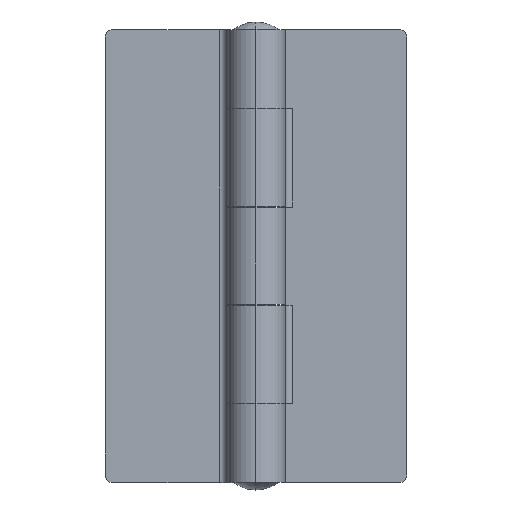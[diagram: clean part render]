
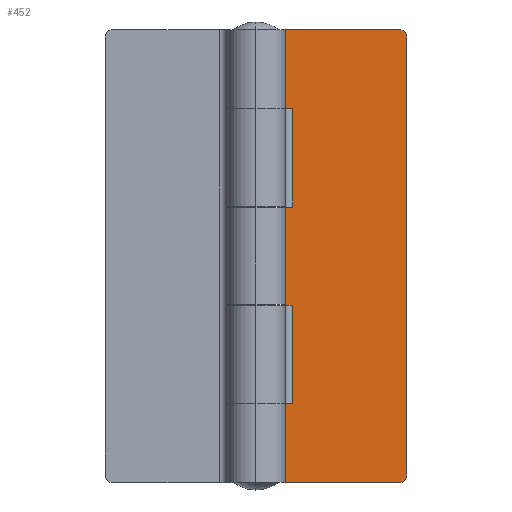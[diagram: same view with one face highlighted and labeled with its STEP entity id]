
A CAD part, top view. The second image highlights one B-rep face of the part: STEP entity #452.
In plain terms, the highlighted planar face has unit normal (0, 0, 1).
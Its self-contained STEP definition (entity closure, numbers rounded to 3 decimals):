
#359 = VERTEX_POINT ( 'NONE', #1331 ) ;
#370 = ORIENTED_EDGE ( 'NONE', *, *, #517, .F. ) ;
#375 = VERTEX_POINT ( 'NONE', #1368 ) ;
#376 = VERTEX_POINT ( 'NONE', #1367 ) ;
#378 = EDGE_CURVE ( 'NONE', #375, #376, #1366, .T. ) ;
#402 = ORIENTED_EDGE ( 'NONE', *, *, #427, .T. ) ;
#403 = ORIENTED_EDGE ( 'NONE', *, *, #404, .T. ) ;
#404 = EDGE_CURVE ( 'NONE', #359, #405, #1395, .T. ) ;
#405 = VERTEX_POINT ( 'NONE', #1391 ) ;
#427 = EDGE_CURVE ( 'NONE', #430, #359, #1478, .T. ) ;
#430 = VERTEX_POINT ( 'NONE', #1473 ) ;
#445 = EDGE_CURVE ( 'NONE', #500, #376, #1504, .T. ) ;
#446 = EDGE_CURVE ( 'NONE', #465, #449, #1499, .T. ) ;
#447 = ORIENTED_EDGE ( 'NONE', *, *, #464, .T. ) ;
#448 = ORIENTED_EDGE ( 'NONE', *, *, #378, .F. ) ;
#449 = VERTEX_POINT ( 'NONE', #1495 ) ;
#452 = ADVANCED_FACE ( 'NONE', ( #1489 ), #1488, .F. ) ;
#453 = EDGE_LOOP ( 'NONE', ( #402, #403, #370, #506, #448, #557, #556, #447, #501, #2594, #478, #504, #505, #513 ) ) ;
#461 = VERTEX_POINT ( 'NONE', #1533 ) ;
#464 = EDGE_CURVE ( 'NONE', #465, #461, #1532, .T. ) ;
#465 = VERTEX_POINT ( 'NONE', #1528 ) ;
#476 = EDGE_CURVE ( 'NONE', #503, #477, #1554, .T. ) ;
#477 = VERTEX_POINT ( 'NONE', #1550 ) ;
#478 = ORIENTED_EDGE ( 'NONE', *, *, #479, .F. ) ;
#479 = EDGE_CURVE ( 'NONE', #601, #477, #1613, .T. ) ;
#500 = VERTEX_POINT ( 'NONE', #1636 ) ;
#501 = ORIENTED_EDGE ( 'NONE', *, *, #502, .T. ) ;
#502 = EDGE_CURVE ( 'NONE', #461, #503, #1635, .T. ) ;
#503 = VERTEX_POINT ( 'NONE', #1631 ) ;
#504 = ORIENTED_EDGE ( 'NONE', *, *, #600, .T. ) ;
#505 = ORIENTED_EDGE ( 'NONE', *, *, #511, .T. ) ;
#506 = ORIENTED_EDGE ( 'NONE', *, *, #445, .T. ) ;
#511 = EDGE_CURVE ( 'NONE', #598, #512, #1630, .T. ) ;
#512 = VERTEX_POINT ( 'NONE', #1621 ) ;
#513 = ORIENTED_EDGE ( 'NONE', *, *, #514, .T. ) ;
#514 = EDGE_CURVE ( 'NONE', #512, #430, #1620, .T. ) ;
#517 = EDGE_CURVE ( 'NONE', #500, #405, #1676, .T. ) ;
#556 = ORIENTED_EDGE ( 'NONE', *, *, #446, .F. ) ;
#557 = ORIENTED_EDGE ( 'NONE', *, *, #558, .T. ) ;
#558 = EDGE_CURVE ( 'NONE', #375, #449, #1706, .T. ) ;
#598 = VERTEX_POINT ( 'NONE', #1736 ) ;
#600 = EDGE_CURVE ( 'NONE', #601, #598, #1735, .T. ) ;
#601 = VERTEX_POINT ( 'NONE', #1731 ) ;
#1331 = CARTESIAN_POINT ( 'NONE',  ( 19., -30., -5.4 ) ) ;
#1363 = DIRECTION ( 'NONE',  ( 1., 0., 0. ) ) ;
#1364 = VECTOR ( 'NONE', #1363, 1000. ) ;
#1365 = CARTESIAN_POINT ( 'NONE',  ( 4.85, 30., -5.4 ) ) ;
#1366 = LINE ( 'NONE', #1365, #1364 ) ;
#1367 = CARTESIAN_POINT ( 'NONE',  ( 19., 30., -5.4 ) ) ;
#1368 = CARTESIAN_POINT ( 'NONE',  ( 3.85, 30., -5.4 ) ) ;
#1391 = CARTESIAN_POINT ( 'NONE',  ( 20., -29., -5.4 ) ) ;
#1392 = DIRECTION ( 'NONE',  ( -1., 0., 0. ) ) ;
#1393 = DIRECTION ( 'NONE',  ( 0., 0., 1. ) ) ;
#1394 = AXIS2_PLACEMENT_3D ( 'NONE', #1400, #1393, #1392 ) ;
#1395 = CIRCLE ( 'NONE', #1394, 1. ) ;
#1400 = CARTESIAN_POINT ( 'NONE',  ( 19., -29., -5.4 ) ) ;
#1473 = CARTESIAN_POINT ( 'NONE',  ( 3.85, -30., -5.4 ) ) ;
#1475 = DIRECTION ( 'NONE',  ( 1., 0., 0. ) ) ;
#1476 = VECTOR ( 'NONE', #1475, 1000. ) ;
#1477 = CARTESIAN_POINT ( 'NONE',  ( 4.85, -30., -5.4 ) ) ;
#1478 = LINE ( 'NONE', #1477, #1476 ) ;
#1485 = DIRECTION ( 'NONE',  ( 0., 0., -1. ) ) ;
#1486 = CARTESIAN_POINT ( 'NONE',  ( 4.85, 30., -5.4 ) ) ;
#1487 = AXIS2_PLACEMENT_3D ( 'NONE', #1486, #1485, #1549 ) ;
#1488 = PLANE ( 'NONE',  #1487 ) ;
#1489 = FACE_OUTER_BOUND ( 'NONE', #453, .T. ) ;
#1495 = CARTESIAN_POINT ( 'NONE',  ( 3.85, 19.5, -5.4 ) ) ;
#1496 = DIRECTION ( 'NONE',  ( -1., 0., 0. ) ) ;
#1497 = VECTOR ( 'NONE', #1496, 1000. ) ;
#1498 = CARTESIAN_POINT ( 'NONE',  ( 6.85, 19.5, -5.4 ) ) ;
#1499 = LINE ( 'NONE', #1498, #1497 ) ;
#1500 = DIRECTION ( 'NONE',  ( -1., 0., 0. ) ) ;
#1501 = DIRECTION ( 'NONE',  ( 0., 0., 1. ) ) ;
#1502 = CARTESIAN_POINT ( 'NONE',  ( 19., 29., -5.4 ) ) ;
#1503 = AXIS2_PLACEMENT_3D ( 'NONE', #1502, #1501, #1500 ) ;
#1504 = CIRCLE ( 'NONE', #1503, 1. ) ;
#1528 = CARTESIAN_POINT ( 'NONE',  ( 4.85, 19.5, -5.4 ) ) ;
#1529 = DIRECTION ( 'NONE',  ( 0., -1., 0. ) ) ;
#1530 = VECTOR ( 'NONE', #1529, 1000. ) ;
#1531 = CARTESIAN_POINT ( 'NONE',  ( 4.85, 30., -5.4 ) ) ;
#1532 = LINE ( 'NONE', #1531, #1530 ) ;
#1533 = CARTESIAN_POINT ( 'NONE',  ( 4.85, 6.5, -5.4 ) ) ;
#1549 = DIRECTION ( 'NONE',  ( -1., 0., 0. ) ) ;
#1550 = CARTESIAN_POINT ( 'NONE',  ( 3.85, -6.5, -5.4 ) ) ;
#1551 = DIRECTION ( 'NONE',  ( 0., -1., 0. ) ) ;
#1552 = VECTOR ( 'NONE', #1551, 1000. ) ;
#1553 = CARTESIAN_POINT ( 'NONE',  ( 3.85, 6.5, -5.4 ) ) ;
#1554 = LINE ( 'NONE', #1553, #1552 ) ;
#1610 = DIRECTION ( 'NONE',  ( -1., 0., 0. ) ) ;
#1611 = VECTOR ( 'NONE', #1610, 1000. ) ;
#1612 = CARTESIAN_POINT ( 'NONE',  ( 6.85, -6.5, -5.4 ) ) ;
#1613 = LINE ( 'NONE', #1612, #1611 ) ;
#1617 = DIRECTION ( 'NONE',  ( 0., -1., 0. ) ) ;
#1618 = VECTOR ( 'NONE', #1617, 1000. ) ;
#1619 = CARTESIAN_POINT ( 'NONE',  ( 3.85, -19.5, -5.4 ) ) ;
#1620 = LINE ( 'NONE', #1619, #1618 ) ;
#1621 = CARTESIAN_POINT ( 'NONE',  ( 3.85, -19.5, -5.4 ) ) ;
#1622 = DIRECTION ( 'NONE',  ( -1., 0., 0. ) ) ;
#1623 = VECTOR ( 'NONE', #1622, 1000. ) ;
#1624 = CARTESIAN_POINT ( 'NONE',  ( 6.85, -19.5, -5.4 ) ) ;
#1630 = LINE ( 'NONE', #1624, #1623 ) ;
#1631 = CARTESIAN_POINT ( 'NONE',  ( 3.85, 6.5, -5.4 ) ) ;
#1632 = DIRECTION ( 'NONE',  ( -1., 0., 0. ) ) ;
#1633 = VECTOR ( 'NONE', #1632, 1000. ) ;
#1634 = CARTESIAN_POINT ( 'NONE',  ( 6.85, 6.5, -5.4 ) ) ;
#1635 = LINE ( 'NONE', #1634, #1633 ) ;
#1636 = CARTESIAN_POINT ( 'NONE',  ( 20., 29., -5.4 ) ) ;
#1673 = DIRECTION ( 'NONE',  ( 0., -1., 0. ) ) ;
#1674 = VECTOR ( 'NONE', #1673, 1000. ) ;
#1675 = CARTESIAN_POINT ( 'NONE',  ( 20., 30., -5.4 ) ) ;
#1676 = LINE ( 'NONE', #1675, #1674 ) ;
#1703 = DIRECTION ( 'NONE',  ( 0., -1., 0. ) ) ;
#1704 = VECTOR ( 'NONE', #1703, 1000. ) ;
#1705 = CARTESIAN_POINT ( 'NONE',  ( 3.85, 30., -5.4 ) ) ;
#1706 = LINE ( 'NONE', #1705, #1704 ) ;
#1731 = CARTESIAN_POINT ( 'NONE',  ( 4.85, -6.5, -5.4 ) ) ;
#1732 = DIRECTION ( 'NONE',  ( 0., -1., 0. ) ) ;
#1733 = VECTOR ( 'NONE', #1732, 1000. ) ;
#1734 = CARTESIAN_POINT ( 'NONE',  ( 4.85, 30., -5.4 ) ) ;
#1735 = LINE ( 'NONE', #1734, #1733 ) ;
#1736 = CARTESIAN_POINT ( 'NONE',  ( 4.85, -19.5, -5.4 ) ) ;
#2594 = ORIENTED_EDGE ( 'NONE', *, *, #476, .T. ) ;
